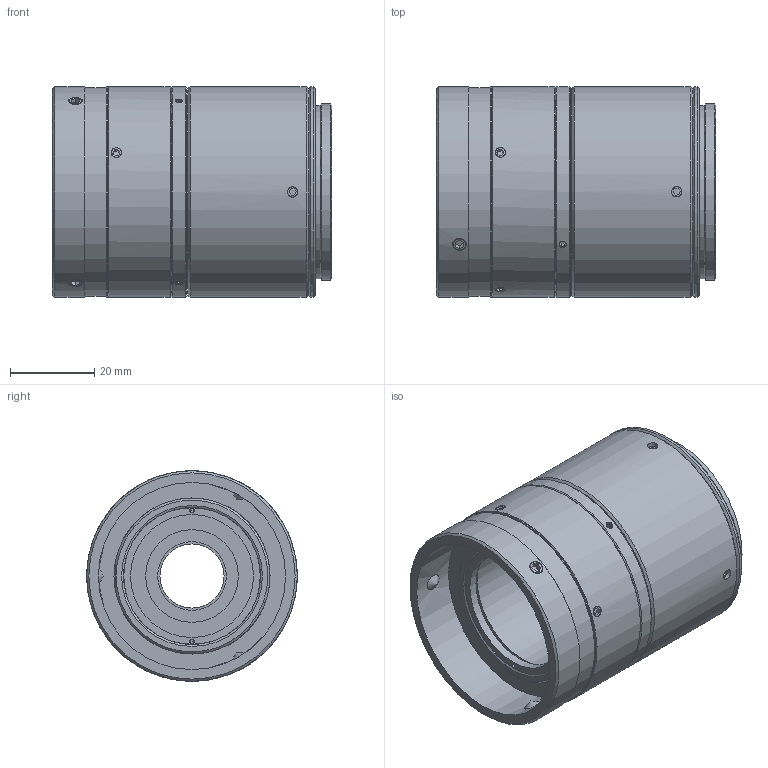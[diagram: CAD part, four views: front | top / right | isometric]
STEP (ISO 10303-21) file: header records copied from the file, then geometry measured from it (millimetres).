
FILE_DESCRIPTION(/* description */ (''),/* implementation_level */ '2;1');
FILE_NAME(/* name */ '81102_0.stp',/* time_stamp */ '2018-01-03T15:10:30-05:00',/* author */ ('BONAFEDE'),/* organization */ ('NAVITAR'),/* preprocessor_version */ 'ST-DEVELOPER v16.13',/* originating_system */ 'Autodesk Inventor 2018',/* authorisation */ '');
FILE_SCHEMA (('AUTOMOTIVE_DESIGN { 1 0 10303 214 3 1 1 }'));
Length unit declared in the file: inch
Products named in the file (1): Part8
Bounding box: 66.32 x 50.04 x 50.04 mm (x, y, z)
Volume: 71914.3 mm3; surface area: 43889.1 mm2
Topology: 1 solids, 11 shells, 346 faces, 801 edges, 529 vertices
Faces by surface type: plane 175, cylinder 98, cone 67, sphere 4, bspline 2
Full cylindrical faces by diameter (mm): 1.016 x2, 1.146 x3, 1.27 x1, 1.587 x2, 1.702 x4, 1.727 x1, 2.083 x1, 2.159 x4, 2.286 x1, 2.464 x6, 3 x6, 3.162 x1, 3.175 x1, 3.251 x3, 4.75 x1, 15.24 x1, 16.356 x1, 22.013 x1, 29.246 x1, 29.845 x1, 31.013 x1, 31.623 x1, 32.588 x2, 33.452 x1, 37.109 x1, 37.465 x2, 38.202 x1, 40.388 x1, 40.615 x1, 41.166 x1
Entity records: 10325 total; most frequent: CARTESIAN_POINT 3090, DIRECTION 1388, ORIENTED_EDGE 1202, EDGE_CURVE 601, EDGE_LOOP 558, AXIS2_PLACEMENT_3D 543, VERTEX_POINT 467, FACE_OUTER_BOUND 346
